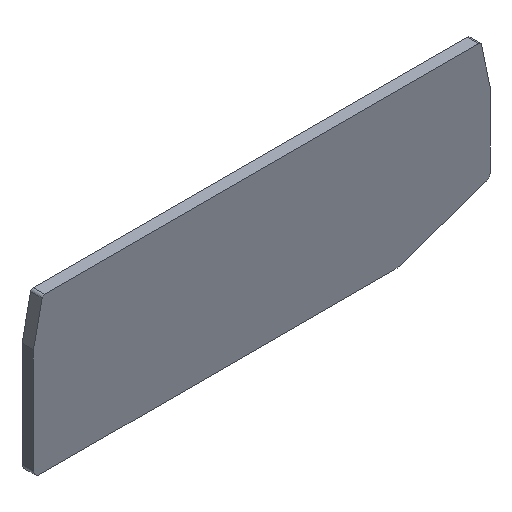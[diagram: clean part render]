
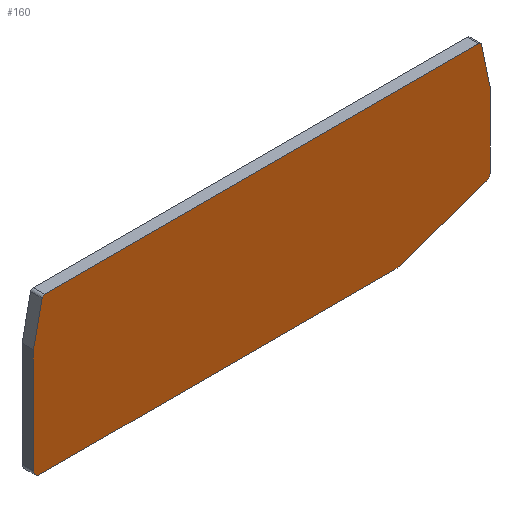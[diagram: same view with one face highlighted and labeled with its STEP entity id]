
A CAD part, isometric view. The second image highlights one B-rep face of the part: STEP entity #160.
In plain terms, the highlighted free-form (B-spline) face has degree [1, 1] with [2, 2] control points.
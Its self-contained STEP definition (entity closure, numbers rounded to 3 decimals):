
#64=CARTESIAN_POINT('',(78.447,-4.955,400.114));
#65=CARTESIAN_POINT('',(-125.142,-4.955,400.114));
#66=CARTESIAN_POINT('',(78.447,-4.955,575.04));
#67=CARTESIAN_POINT('',(-125.142,-4.955,575.04));
#68=B_SPLINE_SURFACE_WITH_KNOTS('',1,1,((#64,#65),(#66,#67)),.PLANE_SURF.,.F.,.F.,.U.,(2,2),(2,2),(-0.543,1.357),(-0.352,1.859),.UNSPECIFIED.);
#69=CARTESIAN_POINT('',(43.65,-4.955,502.657));
#70=VERTEX_POINT('',#69);
#71=CARTESIAN_POINT('',(42.002,-4.955,510.411));
#72=VERTEX_POINT('',#71);
#73=CARTESIAN_POINT('',(43.65,-4.955,502.657));
#74=CARTESIAN_POINT('',(42.002,-4.955,510.411));
#75=B_SPLINE_CURVE_WITH_KNOTS('',1,(#73,#74),.POLYLINE_FORM.,.F.,.U.,(2,2),(0.,1.),.UNSPECIFIED.);
#76=EDGE_CURVE('',#70,#72,#75,.T.);
#77=ORIENTED_EDGE('',*,*,#76,.T.);
#78=CARTESIAN_POINT('',(41.513,-4.955,510.807));
#79=VERTEX_POINT('',#78);
#80=CARTESIAN_POINT('',(42.002,-4.955,510.411));
#81=CARTESIAN_POINT('',(41.918,-4.955,510.807));
#82=CARTESIAN_POINT('',(41.513,-4.955,510.807));
#83=(BOUNDED_CURVE()B_SPLINE_CURVE(2,(#80,#81,#82),.CIRCULAR_ARC.,.F.,.U.)B_SPLINE_CURVE_WITH_KNOTS((3,3),(0.,1.),.UNSPECIFIED.)CURVE()GEOMETRIC_REPRESENTATION_ITEM()RATIONAL_B_SPLINE_CURVE((1.,0.777,1.))REPRESENTATION_ITEM(''));
#84=EDGE_CURVE('',#72,#79,#83,.T.);
#85=ORIENTED_EDGE('',*,*,#84,.T.);
#86=CARTESIAN_POINT('',(-41.612,-4.955,510.807));
#87=VERTEX_POINT('',#86);
#88=CARTESIAN_POINT('',(-41.612,-4.955,510.807));
#89=CARTESIAN_POINT('',(41.513,-4.955,510.807));
#90=B_SPLINE_CURVE_WITH_KNOTS('',1,(#88,#89),.POLYLINE_FORM.,.F.,.U.,(2,2),(0.,1.),.UNSPECIFIED.);
#91=EDGE_CURVE('',#87,#79,#90,.T.);
#92=ORIENTED_EDGE('',*,*,#91,.F.);
#93=CARTESIAN_POINT('',(-42.101,-4.955,510.411));
#94=VERTEX_POINT('',#93);
#95=CARTESIAN_POINT('',(-41.612,-4.955,510.807));
#96=CARTESIAN_POINT('',(-42.017,-4.955,510.807));
#97=CARTESIAN_POINT('',(-42.101,-4.955,510.411));
#98=(BOUNDED_CURVE()B_SPLINE_CURVE(2,(#95,#96,#97),.CIRCULAR_ARC.,.F.,.U.)B_SPLINE_CURVE_WITH_KNOTS((3,3),(0.,1.),.UNSPECIFIED.)CURVE()GEOMETRIC_REPRESENTATION_ITEM()RATIONAL_B_SPLINE_CURVE((1.,0.777,1.))REPRESENTATION_ITEM(''));
#99=EDGE_CURVE('',#87,#94,#98,.T.);
#100=ORIENTED_EDGE('',*,*,#99,.T.);
#101=CARTESIAN_POINT('',(-43.75,-4.955,502.657));
#102=VERTEX_POINT('',#101);
#103=CARTESIAN_POINT('',(-43.75,-4.955,502.657));
#104=CARTESIAN_POINT('',(-42.101,-4.955,510.411));
#105=B_SPLINE_CURVE_WITH_KNOTS('',1,(#103,#104),.POLYLINE_FORM.,.F.,.U.,(2,2),(0.534,0.573),.UNSPECIFIED.);
#106=EDGE_CURVE('',#102,#94,#105,.T.);
#107=ORIENTED_EDGE('',*,*,#106,.F.);
#108=CARTESIAN_POINT('',(-43.75,-4.955,482.607));
#109=VERTEX_POINT('',#108);
#110=CARTESIAN_POINT('',(-43.75,-4.955,502.657));
#111=CARTESIAN_POINT('',(-43.75,-4.955,482.607));
#112=B_SPLINE_CURVE_WITH_KNOTS('',1,(#110,#111),.POLYLINE_FORM.,.F.,.U.,(2,2),(0.,0.944),.UNSPECIFIED.);
#113=EDGE_CURVE('',#102,#109,#112,.T.);
#114=ORIENTED_EDGE('',*,*,#113,.T.);
#115=CARTESIAN_POINT('',(-42.55,-4.955,481.407));
#116=VERTEX_POINT('',#115);
#117=CARTESIAN_POINT('',(-42.55,-4.955,481.407));
#118=CARTESIAN_POINT('',(-43.75,-4.955,481.407));
#119=CARTESIAN_POINT('',(-43.75,-4.955,482.607));
#120=(BOUNDED_CURVE()B_SPLINE_CURVE(2,(#117,#118,#119),.CIRCULAR_ARC.,.F.,.U.)B_SPLINE_CURVE_WITH_KNOTS((3,3),(0.,1.),.UNSPECIFIED.)CURVE()GEOMETRIC_REPRESENTATION_ITEM()RATIONAL_B_SPLINE_CURVE((1.,0.707,1.))REPRESENTATION_ITEM(''));
#121=EDGE_CURVE('',#116,#109,#120,.T.);
#122=ORIENTED_EDGE('',*,*,#121,.F.);
#123=CARTESIAN_POINT('',(25.603,-4.955,481.407));
#124=VERTEX_POINT('',#123);
#125=CARTESIAN_POINT('',(-42.55,-4.955,481.407));
#126=CARTESIAN_POINT('',(25.603,-4.955,481.407));
#127=B_SPLINE_CURVE_WITH_KNOTS('',1,(#125,#126),.POLYLINE_FORM.,.F.,.U.,(2,2),(0.,0.992),.UNSPECIFIED.);
#128=EDGE_CURVE('',#116,#124,#127,.T.);
#129=ORIENTED_EDGE('',*,*,#128,.T.);
#130=CARTESIAN_POINT('',(26.091,-4.955,481.488));
#131=VERTEX_POINT('',#130);
#132=CARTESIAN_POINT('',(25.603,-4.955,481.407));
#133=CARTESIAN_POINT('',(25.854,-4.955,481.407));
#134=CARTESIAN_POINT('',(26.091,-4.955,481.488));
#135=(BOUNDED_CURVE()B_SPLINE_CURVE(2,(#132,#133,#134),.CIRCULAR_ARC.,.F.,.U.)B_SPLINE_CURVE_WITH_KNOTS((3,3),(0.,1.),.UNSPECIFIED.)CURVE()GEOMETRIC_REPRESENTATION_ITEM()RATIONAL_B_SPLINE_CURVE((1.,0.986,1.))REPRESENTATION_ITEM(''));
#136=EDGE_CURVE('',#124,#131,#135,.T.);
#137=ORIENTED_EDGE('',*,*,#136,.T.);
#138=CARTESIAN_POINT('',(42.976,-4.955,487.302));
#139=VERTEX_POINT('',#138);
#140=CARTESIAN_POINT('',(42.976,-4.955,487.302));
#141=CARTESIAN_POINT('',(26.091,-4.955,481.488));
#142=B_SPLINE_CURVE_WITH_KNOTS('',1,(#140,#141),.POLYLINE_FORM.,.F.,.U.,(2,2),(0.478,0.591),.UNSPECIFIED.);
#143=EDGE_CURVE('',#139,#131,#142,.T.);
#144=ORIENTED_EDGE('',*,*,#143,.F.);
#145=CARTESIAN_POINT('',(43.65,-4.955,488.248));
#146=VERTEX_POINT('',#145);
#147=CARTESIAN_POINT('',(43.65,-4.955,488.248));
#148=CARTESIAN_POINT('',(43.65,-4.955,487.534));
#149=CARTESIAN_POINT('',(42.976,-4.955,487.302));
#150=(BOUNDED_CURVE()B_SPLINE_CURVE(2,(#147,#148,#149),.CIRCULAR_ARC.,.F.,.U.)B_SPLINE_CURVE_WITH_KNOTS((3,3),(0.,1.),.UNSPECIFIED.)CURVE()GEOMETRIC_REPRESENTATION_ITEM()RATIONAL_B_SPLINE_CURVE((1.,0.814,1.))REPRESENTATION_ITEM(''));
#151=EDGE_CURVE('',#146,#139,#150,.T.);
#152=ORIENTED_EDGE('',*,*,#151,.F.);
#153=CARTESIAN_POINT('',(43.65,-4.955,502.657));
#154=CARTESIAN_POINT('',(43.65,-4.955,488.248));
#155=B_SPLINE_CURVE_WITH_KNOTS('',1,(#153,#154),.POLYLINE_FORM.,.F.,.U.,(2,2),(0.,0.947),.UNSPECIFIED.);
#156=EDGE_CURVE('',#70,#146,#155,.T.);
#157=ORIENTED_EDGE('',*,*,#156,.F.);
#158=EDGE_LOOP('',(#77,#85,#92,#100,#107,#114,#122,#129,#137,#144,#152,#157));
#159=FACE_OUTER_BOUND('',#158,.T.);
#160=ADVANCED_FACE('',(#159),#68,.T.);
